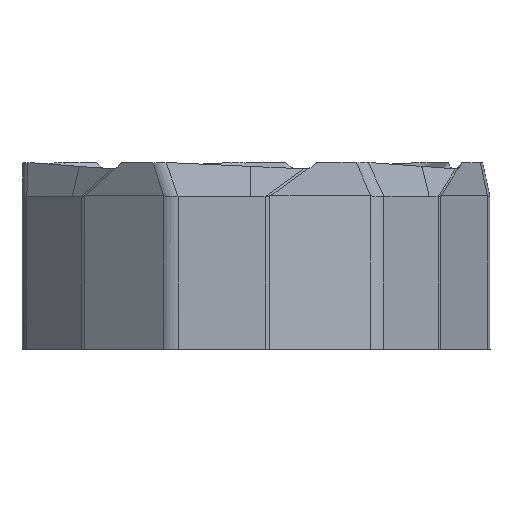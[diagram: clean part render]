
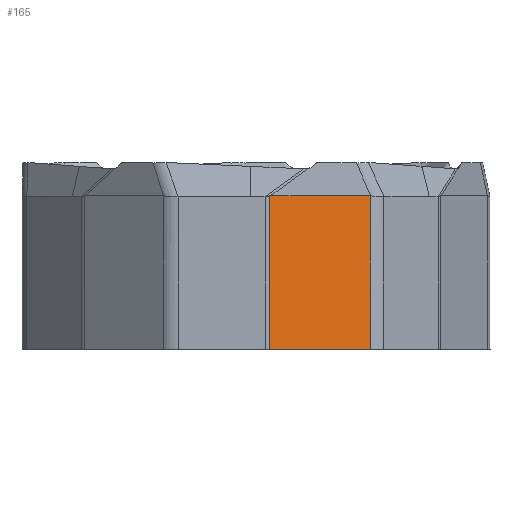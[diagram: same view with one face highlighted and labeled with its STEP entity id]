
A CAD part, left-side view. The second image highlights one B-rep face of the part: STEP entity #165.
In plain terms, the highlighted planar face has unit normal (-0.98, -0.201, 0).
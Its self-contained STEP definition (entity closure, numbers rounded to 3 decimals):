
#165=ADVANCED_FACE('',(#292),#219,.F.);
#219=PLANE('',#1744);
#292=FACE_OUTER_BOUND('',#369,.T.);
#369=EDGE_LOOP('',(#941,#942,#943,#944,#945,#946));
#406=LINE('',#2570,#483);
#436=LINE('',#5149,#513);
#455=LINE('',#5320,#532);
#456=LINE('',#5322,#533);
#483=VECTOR('',#1793,1.);
#513=VECTOR('',#1881,1.);
#532=VECTOR('',#1908,1.);
#533=VECTOR('',#1909,1.);
#941=ORIENTED_EDGE('',*,*,#1476,.F.);
#942=ORIENTED_EDGE('',*,*,#1298,.T.);
#943=ORIENTED_EDGE('',*,*,#1290,.F.);
#944=ORIENTED_EDGE('',*,*,#1295,.F.);
#945=ORIENTED_EDGE('',*,*,#1450,.T.);
#946=ORIENTED_EDGE('',*,*,#1477,.T.);
#1100=VERTEX_POINT('',#2568);
#1102=VERTEX_POINT('',#2571);
#1105=VERTEX_POINT('',#2600);
#1107=VERTEX_POINT('',#2644);
#1218=VERTEX_POINT('',#5148);
#1233=VERTEX_POINT('',#5321);
#1290=EDGE_CURVE('',#1100,#1102,#406,.T.);
#1295=EDGE_CURVE('',#1105,#1100,#1552,.T.);
#1298=EDGE_CURVE('',#1107,#1102,#1555,.T.);
#1450=EDGE_CURVE('',#1105,#1218,#436,.T.);
#1476=EDGE_CURVE('',#1107,#1233,#455,.T.);
#1477=EDGE_CURVE('',#1218,#1233,#456,.T.);
#1552=B_SPLINE_CURVE_WITH_KNOTS('',3,(#2601,#2602,#2603,#2604,#2605,#2606,
#2607),.UNSPECIFIED.,.F.,.F.,(4,3,4),(0.,0.764,1.),
 .UNSPECIFIED.);
#1555=B_SPLINE_CURVE_WITH_KNOTS('',3,(#2637,#2638,#2639,#2640,#2641,#2642,
#2643),.UNSPECIFIED.,.F.,.F.,(4,3,4),(0.,0.641,1.),
 .UNSPECIFIED.);
#1744=AXIS2_PLACEMENT_3D('',#5323,#1910,#1911);
#1793=DIRECTION('',(0.201,-0.98,0.));
#1881=DIRECTION('',(0.,0.,-1.));
#1908=DIRECTION('',(0.,0.,-1.));
#1909=DIRECTION('',(0.201,-0.98,0.));
#1910=DIRECTION('',(0.98,0.201,0.));
#1911=DIRECTION('',(-0.201,0.98,0.));
#2568=CARTESIAN_POINT('',(-10.963,-0.973,-1.588));
#2570=CARTESIAN_POINT('',(-10.977,-0.907,-1.588));
#2571=CARTESIAN_POINT('',(-9.98,-5.771,-1.588));
#2600=CARTESIAN_POINT('',(-10.977,-0.907,-1.612));
#2601=CARTESIAN_POINT('',(-10.977,-0.907,-1.612));
#2602=CARTESIAN_POINT('',(-10.974,-0.923,-1.604));
#2603=CARTESIAN_POINT('',(-10.97,-0.94,-1.596));
#2604=CARTESIAN_POINT('',(-10.967,-0.957,-1.591));
#2605=CARTESIAN_POINT('',(-10.966,-0.962,-1.589));
#2606=CARTESIAN_POINT('',(-10.965,-0.968,-1.588));
#2607=CARTESIAN_POINT('',(-10.963,-0.973,-1.588));
#2637=CARTESIAN_POINT('',(-9.976,-5.792,-1.595));
#2638=CARTESIAN_POINT('',(-9.977,-5.788,-1.592));
#2639=CARTESIAN_POINT('',(-9.978,-5.784,-1.59));
#2640=CARTESIAN_POINT('',(-9.978,-5.779,-1.589));
#2641=CARTESIAN_POINT('',(-9.979,-5.777,-1.588));
#2642=CARTESIAN_POINT('',(-9.979,-5.774,-1.588));
#2643=CARTESIAN_POINT('',(-9.98,-5.771,-1.588));
#2644=CARTESIAN_POINT('',(-9.976,-5.792,-1.595));
#5148=CARTESIAN_POINT('',(-10.977,-0.907,-9.));
#5149=CARTESIAN_POINT('',(-10.977,-0.907,0.45));
#5320=CARTESIAN_POINT('',(-9.976,-5.792,0.45));
#5321=CARTESIAN_POINT('',(-9.976,-5.792,-9.));
#5322=CARTESIAN_POINT('',(-10.713,-2.196,-9.));
#5323=CARTESIAN_POINT('',(-10.977,-0.907,0.45));
